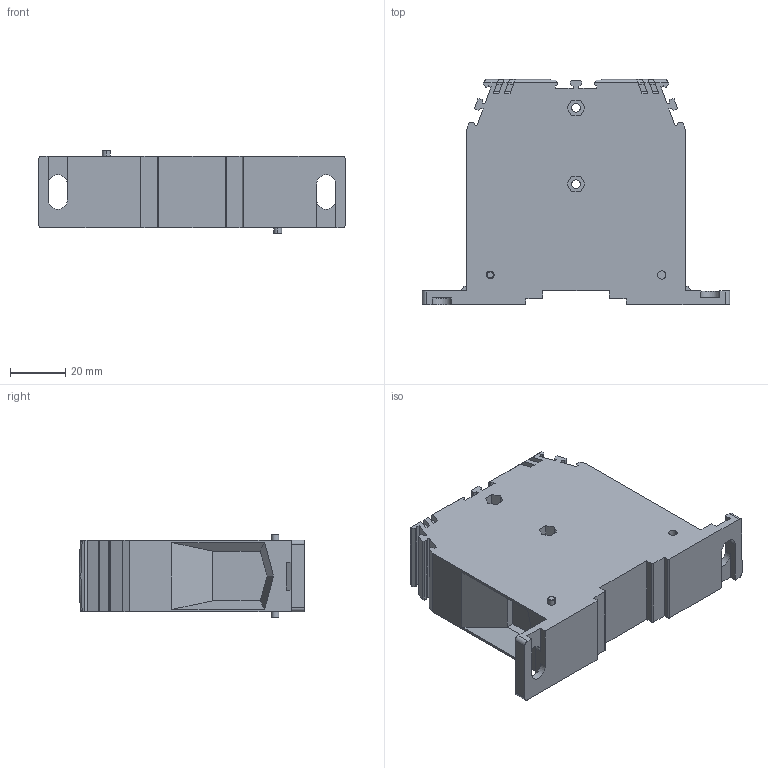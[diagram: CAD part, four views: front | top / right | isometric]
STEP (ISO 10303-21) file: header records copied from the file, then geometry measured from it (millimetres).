
FILE_DESCRIPTION(('Creo Elements/Direct Modeling STEP Export'),'2;1');
FILE_NAME('GPA.95 FIX GR.stp','2014-04-09T 7:59:45',(''),(''),'Creo Elements/Direct Modeling STEP processor for AP214 (Solid Model)','Creo Elements/Direct Modeling 18.0B 02-Dec-2011 (C) Parametric Technology GmbH','');
FILE_SCHEMA(('AUTOMOTIVE_DESIGN { 1 0 10303 214 1 1 1 1 }'));
Length unit declared in the file: millimetre
Products named in the file (2): GPA_95_FIX_GR
Assembly tree (1 placements, depth 2):
  GPA_95_FIX_GR
    GPA_95_FIX_GR
Bounding box: 111 x 81.62 x 30 mm (x, y, z)
Volume: 147082.7 mm3; surface area: 26140.8 mm2
Topology: 1 solids, 1 shells, 270 faces, 760 edges, 498 vertices
Faces by surface type: plane 222, cylinder 36, torus 8, cone 4
Entity records: 8507 total; most frequent: CARTESIAN_POINT 1527, ORIENTED_EDGE 1520, DIRECTION 1328, EDGE_CURVE 760, VECTOR 660, LINE 660, VERTEX_POINT 498, AXIS2_PLACEMENT_3D 334
